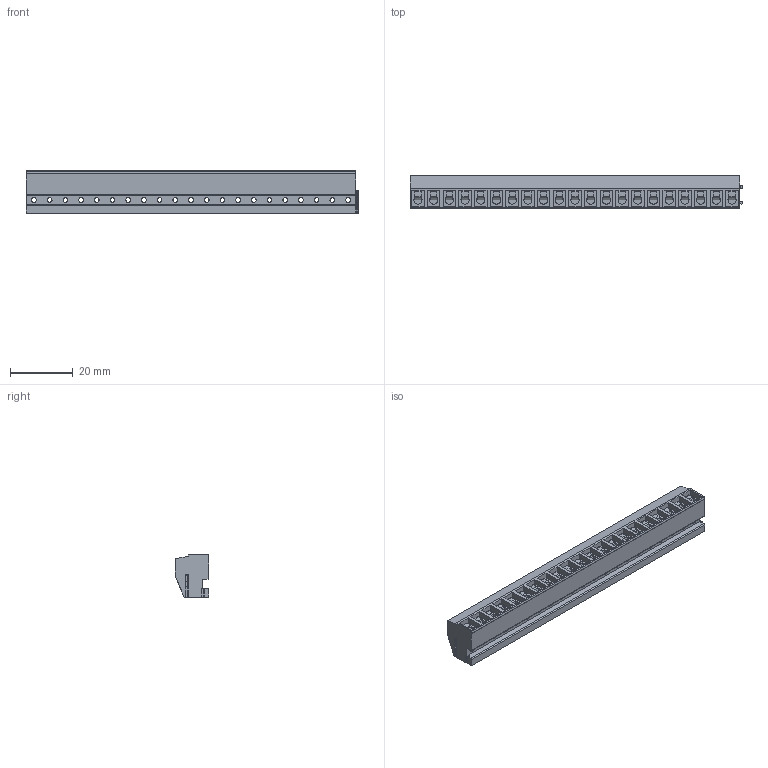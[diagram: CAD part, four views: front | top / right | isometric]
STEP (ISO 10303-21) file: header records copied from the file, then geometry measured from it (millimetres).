
FILE_DESCRIPTION((''),'2;1');
FILE_NAME('PRT0329','2024-11-20T14:19:35',('sheji'),(''),'CREO PARAMETRIC BY PTC INC, 2018100','CREO PARAMETRIC BY PTC INC, 2018100','');
FILE_SCHEMA(('CONFIG_CONTROL_DESIGN'));
Length unit declared in the file: millimetre
Products named in the file (1): PRT0329
Bounding box: 105.7 x 10.8 x 13.5 mm (x, y, z)
Volume: 9743.7 mm3; surface area: 10012.6 mm2
Topology: 1 solids, 1 shells, 1189 faces, 3438 edges, 2291 vertices
Faces by surface type: plane 708, cylinder 481
Entity records: 40192 total; most frequent: CARTESIAN_POINT 7814, ORIENTED_EDGE 6876, DIRECTION 6698, EDGE_CURVE 3438, VECTOR 2308, LINE 2308, VERTEX_POINT 2291, AXIS2_PLACEMENT_3D 2195
